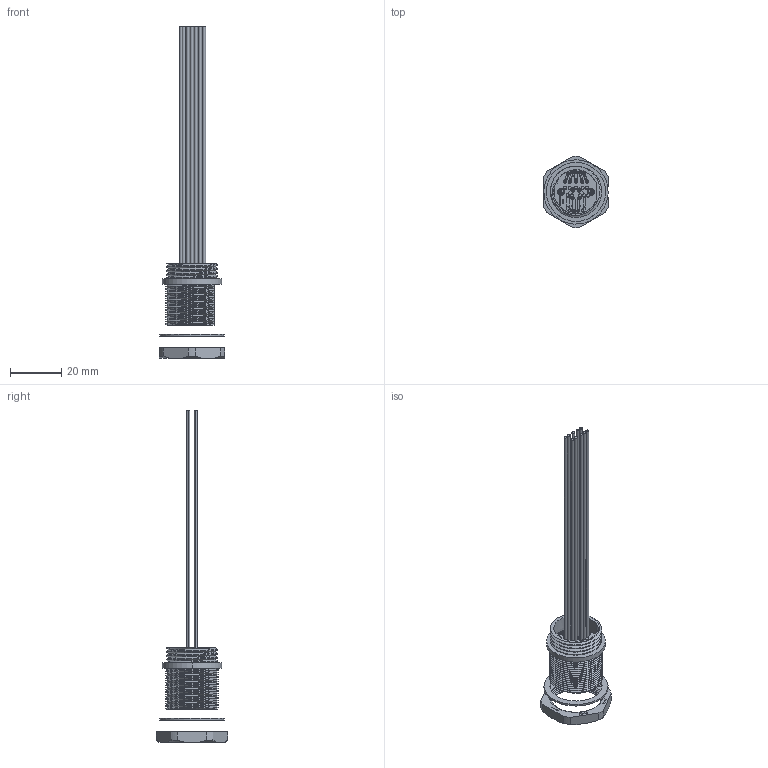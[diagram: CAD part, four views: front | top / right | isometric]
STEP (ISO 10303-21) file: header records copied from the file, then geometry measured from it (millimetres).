
FILE_DESCRIPTION (( 'STEP AP214' ), '1' );
FILE_NAME ('U3A00027-10I_3D.STEP', '2020-01-22T20:07:34', ( '' ), ( '' ), 'SwSTEP 2.0', 'SolidWorks 2018', '' );
FILE_SCHEMA (( 'AUTOMOTIVE_DESIGN' ));
Length unit declared in the file: millimetre
Products named in the file (9): 1AG01-337_USB3.0 BF MOLDED TYPE; 1AG01-283; 1AA05-131-MA1; 1AJ03-031; 1AA05-131-MA2; U3A00027-10I_3D; 1AA05-131; WIRE CABLE-U3A00027-10I; 1BC01-118
Assembly tree (8 placements, depth 3):
  U3A00027-10I_3D
    1AG01-283
    1AG01-337_USB3.0 BF MOLDED TYPE
    1BC01-118
    WIRE CABLE-U3A00027-10I
    1AJ03-031
    1AA05-131
      1AA05-131-MA2
      1AA05-131-MA1
Bounding box: 25.4 x 27.8 x 129.18 mm (x, y, z)
Volume: 4802.8 mm3; surface area: 14475 mm2
Topology: 19 solids, 25 shells, 2329 faces, 6421 edges, 4205 vertices
Faces by surface type: plane 1477, cylinder 545, bspline 283, cone 24
Entity records: 132236 total; most frequent: CARTESIAN_POINT 66451, ORIENTED_EDGE 12800, DIRECTION 10378, EDGE_CURVE 6421, VECTOR 4454, LINE 4454, VERTEX_POINT 4205, AXIS2_PLACEMENT_3D 2962
